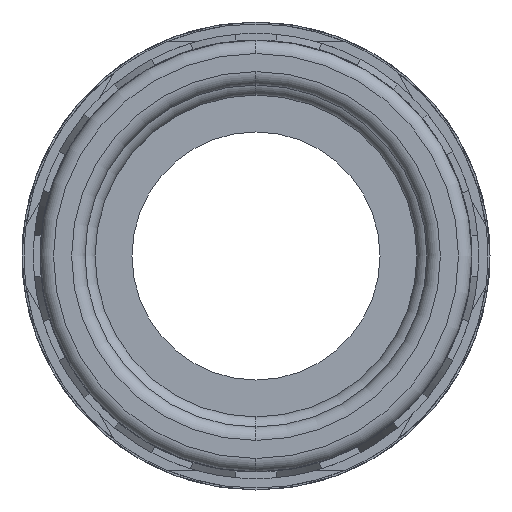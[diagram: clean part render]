
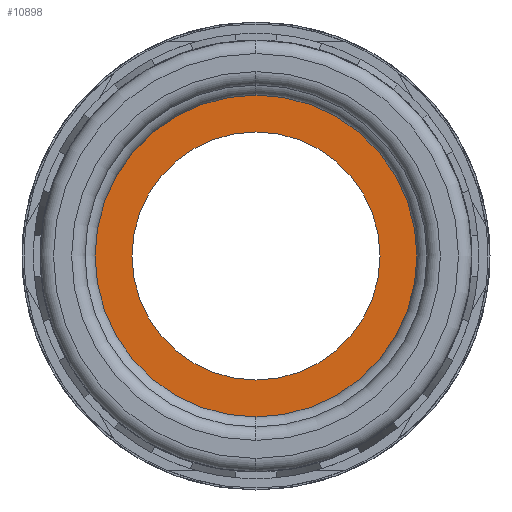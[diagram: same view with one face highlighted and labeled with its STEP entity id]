
A CAD part, left-side view. The second image highlights one B-rep face of the part: STEP entity #10898.
In plain terms, the highlighted planar face has unit normal (-1, 0, 0).
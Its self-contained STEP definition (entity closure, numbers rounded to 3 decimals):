
#33 = DIRECTION ( 'NONE',  ( 0., 0., 1. ) ) ;
#282 = CIRCLE ( 'NONE', #7876, 12.75 ) ;
#332 = CARTESIAN_POINT ( 'NONE',  ( -110.5, 0., 0. ) ) ;
#340 = DIRECTION ( 'NONE',  ( 0., 0., 1. ) ) ;
#651 = ORIENTED_EDGE ( 'NONE', *, *, #6415, .F. ) ;
#1126 = EDGE_LOOP ( 'NONE', ( #11095, #1274 ) ) ;
#1274 = ORIENTED_EDGE ( 'NONE', *, *, #6933, .T. ) ;
#1860 = AXIS2_PLACEMENT_3D ( 'NONE', #332, #14027, #2359 ) ;
#2359 = DIRECTION ( 'NONE',  ( 0., 0., 1. ) ) ;
#2783 = CIRCLE ( 'NONE', #15891, 12.75 ) ;
#3432 = AXIS2_PLACEMENT_3D ( 'NONE', #23083, #11815, #33 ) ;
#3713 = CARTESIAN_POINT ( 'NONE',  ( -110.5, 0., 0. ) ) ;
#4874 = VERTEX_POINT ( 'NONE', #6334 ) ;
#5287 = FACE_BOUND ( 'NONE', #18664, .T. ) ;
#5724 = DIRECTION ( 'NONE',  ( 0., 0., 1. ) ) ;
#5885 = EDGE_CURVE ( 'NONE', #15191, #18353, #282, .T. ) ;
#5967 = ORIENTED_EDGE ( 'NONE', *, *, #18595, .F. ) ;
#6292 = VERTEX_POINT ( 'NONE', #18613 ) ;
#6334 = CARTESIAN_POINT ( 'NONE',  ( -110.5, 0., -9.25 ) ) ;
#6415 = EDGE_CURVE ( 'NONE', #6292, #4874, #21711, .T. ) ;
#6933 = EDGE_CURVE ( 'NONE', #18353, #15191, #2783, .T. ) ;
#7876 = AXIS2_PLACEMENT_3D ( 'NONE', #23341, #12092, #340 ) ;
#9302 = PLANE ( 'NONE',  #9987 ) ;
#9987 = AXIS2_PLACEMENT_3D ( 'NONE', #18609, #20519, #22535 ) ;
#10898 = ADVANCED_FACE ( 'NONE', ( #5287, #17544 ), #9302, .T. ) ;
#11095 = ORIENTED_EDGE ( 'NONE', *, *, #5885, .T. ) ;
#11815 = DIRECTION ( 'NONE',  ( -1., 0., 0. ) ) ;
#12092 = DIRECTION ( 'NONE',  ( -1., 0., 0. ) ) ;
#14027 = DIRECTION ( 'NONE',  ( -1., 0., 0. ) ) ;
#15191 = VERTEX_POINT ( 'NONE', #17308 ) ;
#15891 = AXIS2_PLACEMENT_3D ( 'NONE', #3713, #17173, #5724 ) ;
#15912 = CIRCLE ( 'NONE', #1860, 9.25 ) ;
#17173 = DIRECTION ( 'NONE',  ( -1., 0., 0. ) ) ;
#17308 = CARTESIAN_POINT ( 'NONE',  ( -110.5, 0., 12.75 ) ) ;
#17544 = FACE_OUTER_BOUND ( 'NONE', #1126, .T. ) ;
#18353 = VERTEX_POINT ( 'NONE', #18591 ) ;
#18591 = CARTESIAN_POINT ( 'NONE',  ( -110.5, 0., -12.75 ) ) ;
#18595 = EDGE_CURVE ( 'NONE', #4874, #6292, #15912, .T. ) ;
#18609 = CARTESIAN_POINT ( 'NONE',  ( -110.5, 0., 0. ) ) ;
#18613 = CARTESIAN_POINT ( 'NONE',  ( -110.5, 0., 9.25 ) ) ;
#18664 = EDGE_LOOP ( 'NONE', ( #651, #5967 ) ) ;
#20519 = DIRECTION ( 'NONE',  ( -1., 0., 0. ) ) ;
#21711 = CIRCLE ( 'NONE', #3432, 9.25 ) ;
#22535 = DIRECTION ( 'NONE',  ( 0., 0., 1. ) ) ;
#23083 = CARTESIAN_POINT ( 'NONE',  ( -110.5, 0., 0. ) ) ;
#23341 = CARTESIAN_POINT ( 'NONE',  ( -110.5, 0., 0. ) ) ;
